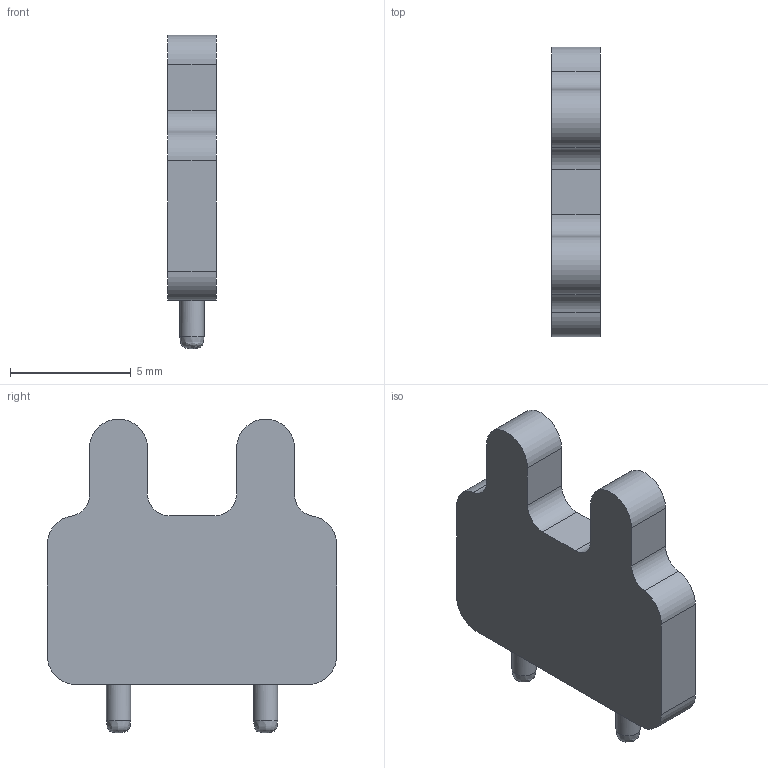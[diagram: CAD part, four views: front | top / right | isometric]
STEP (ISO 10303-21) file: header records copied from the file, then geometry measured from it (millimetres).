
FILE_DESCRIPTION(/* description */ (''),/* implementation_level */ '2;1');
FILE_NAME(/* name */ 'holder.step',/* time_stamp */ '2026-01-13T22:36:09+05:00',/* author */ (''),/* organization */ (''),/* preprocessor_version */ 'ST-DEVELOPER v20.1',/* originating_system */ 'Autodesk Translation Framework v14.21.0.0',/* authorisation */ '');
FILE_SCHEMA (('AUTOMOTIVE_DESIGN { 1 0 10303 214 3 1 1 }'));
Length unit declared in the file: millimetre
Products named in the file (3): tutu; Component7; Component135
Assembly tree (2 placements, depth 3):
  tutu
    Component7
      Component135
Bounding box: 2 x 12 x 13 mm (x, y, z)
Volume: 205.7 mm3; surface area: 311 mm2
Topology: 1 solids, 1 shells, 26 faces, 64 edges, 42 vertices
Faces by surface type: cylinder 12, plane 12, bspline 2
Full cylindrical faces by diameter (mm): 1 x2
Entity records: 1505 total; most frequent: CARTESIAN_POINT 782, DIRECTION 138, ORIENTED_EDGE 128, EDGE_CURVE 64, AXIS2_PLACEMENT_3D 51, VERTEX_POINT 42, LINE 36, VECTOR 36
